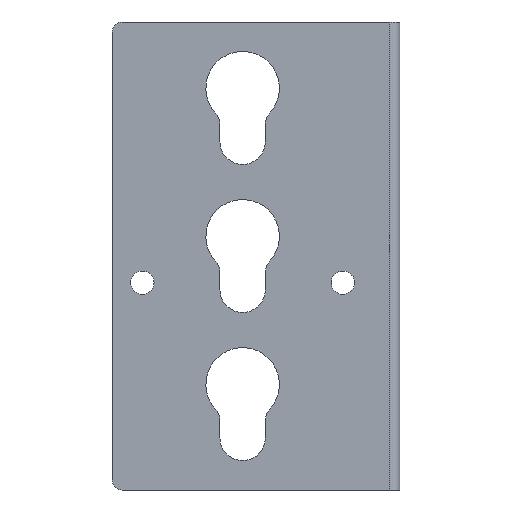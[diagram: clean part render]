
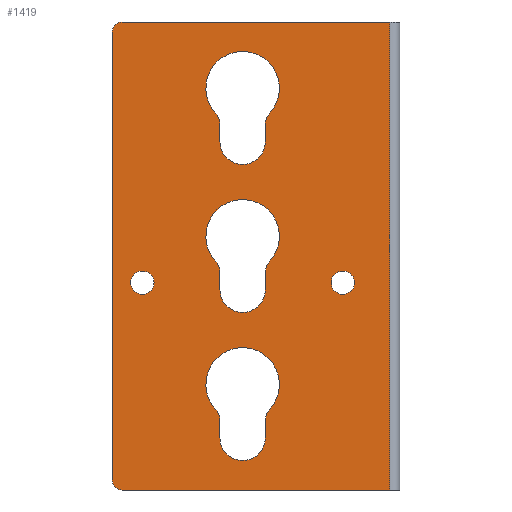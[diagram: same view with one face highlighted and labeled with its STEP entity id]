
A CAD part, left-side view. The second image highlights one B-rep face of the part: STEP entity #1419.
In plain terms, the highlighted planar face has unit normal (-1, 0, 0).
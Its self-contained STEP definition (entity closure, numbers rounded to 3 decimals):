
#145=DIRECTION('',(0.,0.,1.));
#146=VECTOR('',#145,140.);
#147=CARTESIAN_POINT('',(0.,3.,-70.));
#148=LINE('',#147,#146);
#436=CARTESIAN_POINT('',(0.,83.,67.));
#437=DIRECTION('',(-1.,0.,0.));
#438=DIRECTION('',(0.,0.,1.));
#439=AXIS2_PLACEMENT_3D('',#436,#437,#438);
#441=CARTESIAN_POINT('',(0.,83.,-67.));
#442=DIRECTION('',(-1.,0.,0.));
#443=DIRECTION('',(0.,1.,0.));
#444=AXIS2_PLACEMENT_3D('',#441,#442,#443);
#446=DIRECTION('',(0.,0.,1.));
#447=VECTOR('',#446,134.);
#448=CARTESIAN_POINT('',(0.,86.,-67.));
#449=LINE('',#448,#447);
#450=CARTESIAN_POINT('',(0.,35.221,
39.363));
#451=DIRECTION('',(-1.,0.,0.));
#452=DIRECTION('',(0.,0.736,0.677));
#453=AXIS2_PLACEMENT_3D('',#450,#451,#452);
#455=CARTESIAN_POINT('',(0.,47.001,50.19));
#456=DIRECTION('',(-1.,0.,0.));
#457=DIRECTION('',(0.,-0.736,-0.677));
#458=AXIS2_PLACEMENT_3D('',#455,#456,#457);
#460=CARTESIAN_POINT('',(0.,58.781,
39.363));
#461=DIRECTION('',(-1.,0.,0.));
#462=DIRECTION('',(0.,-1.,0.));
#463=AXIS2_PLACEMENT_3D('',#460,#461,#462);
#465=DIRECTION('',(0.,0.,1.));
#466=VECTOR('',#465,5.173);
#467=CARTESIAN_POINT('',(0.,53.781,34.19));
#468=LINE('',#467,#466);
#469=CARTESIAN_POINT('',(0.,47.001,34.19));
#470=DIRECTION('',(-1.,0.,0.));
#471=DIRECTION('',(0.,1.,0.));
#472=AXIS2_PLACEMENT_3D('',#469,#470,#471);
#474=DIRECTION('',(0.,0.,-1.));
#475=VECTOR('',#474,5.173);
#476=CARTESIAN_POINT('',(0.,40.221,
39.363));
#477=LINE('',#476,#475);
#478=CARTESIAN_POINT('',(0.,35.221,
-4.937));
#479=DIRECTION('',(-1.,0.,0.));
#480=DIRECTION('',(0.,0.736,0.677));
#481=AXIS2_PLACEMENT_3D('',#478,#479,#480);
#483=CARTESIAN_POINT('',(0.,47.001,5.89));
#484=DIRECTION('',(-1.,0.,0.));
#485=DIRECTION('',(0.,-0.736,-0.677));
#486=AXIS2_PLACEMENT_3D('',#483,#484,#485);
#488=CARTESIAN_POINT('',(0.,58.781,
-4.937));
#489=DIRECTION('',(-1.,0.,0.));
#490=DIRECTION('',(0.,-1.,0.));
#491=AXIS2_PLACEMENT_3D('',#488,#489,#490);
#493=DIRECTION('',(0.,0.,1.));
#494=VECTOR('',#493,5.173);
#495=CARTESIAN_POINT('',(0.,53.781,-10.11));
#496=LINE('',#495,#494);
#497=CARTESIAN_POINT('',(0.,47.001,-10.11));
#498=DIRECTION('',(-1.,0.,0.));
#499=DIRECTION('',(0.,1.,0.));
#500=AXIS2_PLACEMENT_3D('',#497,#498,#499);
#502=DIRECTION('',(0.,0.,-1.));
#503=VECTOR('',#502,5.173);
#504=CARTESIAN_POINT('',(0.,40.221,
-4.937));
#505=LINE('',#504,#503);
#506=CARTESIAN_POINT('',(0.,35.221,
-49.237));
#507=DIRECTION('',(-1.,0.,0.));
#508=DIRECTION('',(0.,0.736,0.677));
#509=AXIS2_PLACEMENT_3D('',#506,#507,#508);
#511=CARTESIAN_POINT('',(0.,47.001,-38.41));
#512=DIRECTION('',(-1.,0.,0.));
#513=DIRECTION('',(0.,-0.736,-0.677));
#514=AXIS2_PLACEMENT_3D('',#511,#512,#513);
#516=CARTESIAN_POINT('',(0.,58.781,
-49.237));
#517=DIRECTION('',(-1.,0.,0.));
#518=DIRECTION('',(0.,-1.,0.));
#519=AXIS2_PLACEMENT_3D('',#516,#517,#518);
#521=DIRECTION('',(0.,0.,1.));
#522=VECTOR('',#521,5.173);
#523=CARTESIAN_POINT('',(0.,53.781,-54.41));
#524=LINE('',#523,#522);
#525=CARTESIAN_POINT('',(0.,47.001,-54.41));
#526=DIRECTION('',(-1.,0.,0.));
#527=DIRECTION('',(0.,1.,0.));
#528=AXIS2_PLACEMENT_3D('',#525,#526,#527);
#530=DIRECTION('',(0.,0.,-1.));
#531=VECTOR('',#530,5.173);
#532=CARTESIAN_POINT('',(0.,40.221,
-49.237));
#533=LINE('',#532,#531);
#534=CARTESIAN_POINT('',(0.,77.001,-8.));
#535=DIRECTION('',(-1.,0.,0.));
#536=DIRECTION('',(0.,1.,0.));
#537=AXIS2_PLACEMENT_3D('',#534,#535,#536);
#539=CARTESIAN_POINT('',(0.,77.001,-8.));
#540=DIRECTION('',(-1.,0.,0.));
#541=DIRECTION('',(0.,-1.,0.));
#542=AXIS2_PLACEMENT_3D('',#539,#540,#541);
#544=CARTESIAN_POINT('',(0.,17.001,-8.));
#545=DIRECTION('',(-1.,0.,0.));
#546=DIRECTION('',(0.,1.,0.));
#547=AXIS2_PLACEMENT_3D('',#544,#545,#546);
#549=CARTESIAN_POINT('',(0.,17.001,-8.));
#550=DIRECTION('',(-1.,0.,0.));
#551=DIRECTION('',(0.,-1.,0.));
#552=AXIS2_PLACEMENT_3D('',#549,#550,#551);
#562=DIRECTION('',(0.,-1.,0.));
#563=VECTOR('',#562,80.);
#564=CARTESIAN_POINT('',(0.,83.,70.));
#565=LINE('',#564,#563);
#570=DIRECTION('',(0.,-1.,0.));
#571=VECTOR('',#570,80.);
#572=CARTESIAN_POINT('',(0.,83.,-70.));
#573=LINE('',#572,#571);
#782=CARTESIAN_POINT('',(0.,83.,70.));
#783=CARTESIAN_POINT('',(0.,86.,67.));
#784=VERTEX_POINT('',#782);
#785=VERTEX_POINT('',#783);
#790=CARTESIAN_POINT('',(0.,86.,-67.));
#791=CARTESIAN_POINT('',(0.,83.,-70.));
#792=VERTEX_POINT('',#790);
#793=VERTEX_POINT('',#791);
#798=CARTESIAN_POINT('',(0.,3.,-70.));
#799=VERTEX_POINT('',#798);
#802=CARTESIAN_POINT('',(0.,3.,70.));
#803=VERTEX_POINT('',#802);
#814=CARTESIAN_POINT('',(0.,38.902,
42.746));
#815=CARTESIAN_POINT('',(0.,40.221,
39.363));
#816=VERTEX_POINT('',#814);
#817=VERTEX_POINT('',#815);
#818=CARTESIAN_POINT('',(0.,40.221,34.19));
#819=VERTEX_POINT('',#818);
#820=CARTESIAN_POINT('',(0.,53.781,34.19));
#821=VERTEX_POINT('',#820);
#822=CARTESIAN_POINT('',(0.,53.781,
39.363));
#823=VERTEX_POINT('',#822);
#824=CARTESIAN_POINT('',(0.,55.1,
42.746));
#825=VERTEX_POINT('',#824);
#826=CARTESIAN_POINT('',(0.,38.902,
-1.554));
#827=CARTESIAN_POINT('',(0.,40.221,
-4.937));
#828=VERTEX_POINT('',#826);
#829=VERTEX_POINT('',#827);
#830=CARTESIAN_POINT('',(0.,40.221,-10.11));
#831=VERTEX_POINT('',#830);
#832=CARTESIAN_POINT('',(0.,53.781,-10.11));
#833=VERTEX_POINT('',#832);
#834=CARTESIAN_POINT('',(0.,53.781,
-4.937));
#835=VERTEX_POINT('',#834);
#836=CARTESIAN_POINT('',(0.,55.1,
-1.554));
#837=VERTEX_POINT('',#836);
#838=CARTESIAN_POINT('',(0.,38.902,
-45.854));
#839=CARTESIAN_POINT('',(0.,40.221,
-49.237));
#840=VERTEX_POINT('',#838);
#841=VERTEX_POINT('',#839);
#842=CARTESIAN_POINT('',(0.,40.221,-54.41));
#843=VERTEX_POINT('',#842);
#844=CARTESIAN_POINT('',(0.,53.781,-54.41));
#845=VERTEX_POINT('',#844);
#846=CARTESIAN_POINT('',(0.,53.781,
-49.237));
#847=VERTEX_POINT('',#846);
#848=CARTESIAN_POINT('',(0.,55.1,
-45.854));
#849=VERTEX_POINT('',#848);
#850=CARTESIAN_POINT('',(0.,80.501,-8.));
#851=CARTESIAN_POINT('',(0.,73.501,-8.));
#852=VERTEX_POINT('',#850);
#853=VERTEX_POINT('',#851);
#854=CARTESIAN_POINT('',(0.,20.501,-8.));
#855=CARTESIAN_POINT('',(0.,13.501,-8.));
#856=VERTEX_POINT('',#854);
#857=VERTEX_POINT('',#855);
#1348=CARTESIAN_POINT('',(0.,86.,-70.));
#1349=DIRECTION('',(-1.,0.,0.));
#1350=DIRECTION('',(0.,-1.,0.));
#1351=AXIS2_PLACEMENT_3D('',#1348,#1349,#1350);
#1352=PLANE('',#1351);
#1353=ORIENTED_EDGE('',*,*,#1338,.F.);
#1355=ORIENTED_EDGE('',*,*,#1354,.T.);
#1356=ORIENTED_EDGE('',*,*,#1116,.F.);
#1358=ORIENTED_EDGE('',*,*,#1357,.F.);
#1360=ORIENTED_EDGE('',*,*,#1359,.F.);
#1362=ORIENTED_EDGE('',*,*,#1361,.T.);
#1363=EDGE_LOOP('',(#1353,#1355,#1356,#1358,#1360,#1362));
#1364=FACE_OUTER_BOUND('',#1363,.F.);
#1366=ORIENTED_EDGE('',*,*,#1365,.F.);
#1368=ORIENTED_EDGE('',*,*,#1367,.T.);
#1370=ORIENTED_EDGE('',*,*,#1369,.F.);
#1372=ORIENTED_EDGE('',*,*,#1371,.F.);
#1374=ORIENTED_EDGE('',*,*,#1373,.T.);
#1376=ORIENTED_EDGE('',*,*,#1375,.F.);
#1377=EDGE_LOOP('',(#1366,#1368,#1370,#1372,#1374,#1376));
#1378=FACE_BOUND('',#1377,.F.);
#1380=ORIENTED_EDGE('',*,*,#1379,.F.);
#1382=ORIENTED_EDGE('',*,*,#1381,.T.);
#1384=ORIENTED_EDGE('',*,*,#1383,.F.);
#1386=ORIENTED_EDGE('',*,*,#1385,.F.);
#1388=ORIENTED_EDGE('',*,*,#1387,.T.);
#1390=ORIENTED_EDGE('',*,*,#1389,.F.);
#1391=EDGE_LOOP('',(#1380,#1382,#1384,#1386,#1388,#1390));
#1392=FACE_BOUND('',#1391,.F.);
#1394=ORIENTED_EDGE('',*,*,#1393,.F.);
#1396=ORIENTED_EDGE('',*,*,#1395,.T.);
#1398=ORIENTED_EDGE('',*,*,#1397,.F.);
#1400=ORIENTED_EDGE('',*,*,#1399,.F.);
#1402=ORIENTED_EDGE('',*,*,#1401,.T.);
#1404=ORIENTED_EDGE('',*,*,#1403,.F.);
#1405=EDGE_LOOP('',(#1394,#1396,#1398,#1400,#1402,#1404));
#1406=FACE_BOUND('',#1405,.F.);
#1408=ORIENTED_EDGE('',*,*,#1407,.T.);
#1410=ORIENTED_EDGE('',*,*,#1409,.T.);
#1411=EDGE_LOOP('',(#1408,#1410));
#1412=FACE_BOUND('',#1411,.F.);
#1414=ORIENTED_EDGE('',*,*,#1413,.T.);
#1416=ORIENTED_EDGE('',*,*,#1415,.T.);
#1417=EDGE_LOOP('',(#1414,#1416));
#1418=FACE_BOUND('',#1417,.F.);
#440=CIRCLE('',#439,3.);
#445=CIRCLE('',#444,3.);
#454=CIRCLE('',#453,5.);
#459=CIRCLE('',#458,11.);
#464=CIRCLE('',#463,5.);
#473=CIRCLE('',#472,6.78);
#482=CIRCLE('',#481,5.);
#487=CIRCLE('',#486,11.);
#492=CIRCLE('',#491,5.);
#501=CIRCLE('',#500,6.78);
#510=CIRCLE('',#509,5.);
#515=CIRCLE('',#514,11.);
#520=CIRCLE('',#519,5.);
#529=CIRCLE('',#528,6.78);
#538=CIRCLE('',#537,3.5);
#543=CIRCLE('',#542,3.5);
#548=CIRCLE('',#547,3.5);
#553=CIRCLE('',#552,3.5);
#1116=EDGE_CURVE('',#799,#803,#148,.T.);
#1338=EDGE_CURVE('',#784,#785,#440,.T.);
#1354=EDGE_CURVE('',#784,#803,#565,.T.);
#1357=EDGE_CURVE('',#793,#799,#573,.T.);
#1359=EDGE_CURVE('',#792,#793,#445,.T.);
#1361=EDGE_CURVE('',#792,#785,#449,.T.);
#1365=EDGE_CURVE('',#816,#817,#454,.T.);
#1367=EDGE_CURVE('',#816,#825,#459,.T.);
#1369=EDGE_CURVE('',#823,#825,#464,.T.);
#1371=EDGE_CURVE('',#821,#823,#468,.T.);
#1373=EDGE_CURVE('',#821,#819,#473,.T.);
#1375=EDGE_CURVE('',#817,#819,#477,.T.);
#1379=EDGE_CURVE('',#828,#829,#482,.T.);
#1381=EDGE_CURVE('',#828,#837,#487,.T.);
#1383=EDGE_CURVE('',#835,#837,#492,.T.);
#1385=EDGE_CURVE('',#833,#835,#496,.T.);
#1387=EDGE_CURVE('',#833,#831,#501,.T.);
#1389=EDGE_CURVE('',#829,#831,#505,.T.);
#1393=EDGE_CURVE('',#840,#841,#510,.T.);
#1395=EDGE_CURVE('',#840,#849,#515,.T.);
#1397=EDGE_CURVE('',#847,#849,#520,.T.);
#1399=EDGE_CURVE('',#845,#847,#524,.T.);
#1401=EDGE_CURVE('',#845,#843,#529,.T.);
#1403=EDGE_CURVE('',#841,#843,#533,.T.);
#1407=EDGE_CURVE('',#852,#853,#538,.T.);
#1409=EDGE_CURVE('',#853,#852,#543,.T.);
#1413=EDGE_CURVE('',#856,#857,#548,.T.);
#1415=EDGE_CURVE('',#857,#856,#553,.T.);
#1419=ADVANCED_FACE('',(#1364,#1378,#1392,#1406,#1412,#1418),#1352,.T.);
